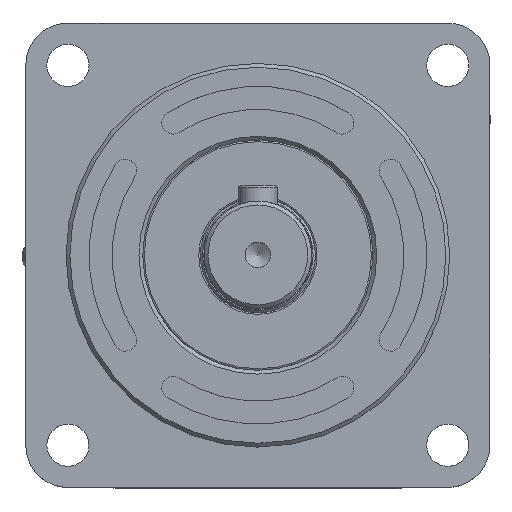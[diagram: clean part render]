
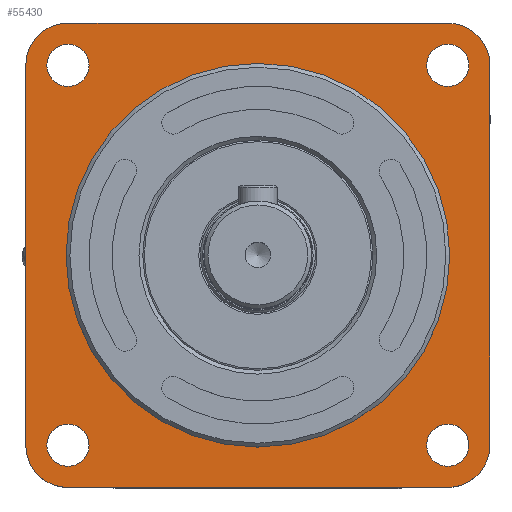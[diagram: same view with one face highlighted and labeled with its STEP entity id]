
A CAD part, top view. The second image highlights one B-rep face of the part: STEP entity #55430.
In plain terms, the highlighted planar face has unit normal (0, 0, 1).
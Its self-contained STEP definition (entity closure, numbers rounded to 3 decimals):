
#176 = DIRECTION ( 'NONE',  ( 0., 0., 1. ) ) ;
#288 = LINE ( 'NONE', #62777, #11229 ) ;
#570 = AXIS2_PLACEMENT_3D ( 'NONE', #57788, #26698, #47535 ) ;
#753 = CARTESIAN_POINT ( 'NONE',  ( 0., 0., 0. ) ) ;
#1758 = DIRECTION ( 'NONE',  ( 1., 0., 0. ) ) ;
#1761 = EDGE_CURVE ( 'NONE', #9696, #28933, #8535, .T. ) ;
#1973 = VECTOR ( 'NONE', #46935, 1000. ) ;
#2170 = CARTESIAN_POINT ( 'NONE',  ( 24.749, -24.749, 0. ) ) ;
#2199 = EDGE_CURVE ( 'NONE', #28933, #21986, #21539, .T. ) ;
#2908 = EDGE_CURVE ( 'NONE', #40923, #40923, #29255, .T. ) ;
#2996 = CARTESIAN_POINT ( 'NONE',  ( 24.749, 24.749, 0. ) ) ;
#3592 = VECTOR ( 'NONE', #32432, 1000. ) ;
#5700 = CARTESIAN_POINT ( 'NONE',  ( 30.25, -24.75, 0. ) ) ;
#6676 = DIRECTION ( 'NONE',  ( 0., 0., 1. ) ) ;
#7206 = DIRECTION ( 'NONE',  ( 0., 0., 1. ) ) ;
#7626 = DIRECTION ( 'NONE',  ( 1., 0., 0. ) ) ;
#8354 = ORIENTED_EDGE ( 'NONE', *, *, #62502, .F. ) ;
#8535 = LINE ( 'NONE', #19832, #35837 ) ;
#9144 = DIRECTION ( 'NONE',  ( 0., 0., 1. ) ) ;
#9696 = VERTEX_POINT ( 'NONE', #5700 ) ;
#9940 = CARTESIAN_POINT ( 'NONE',  ( -30.25, -24.75, 0. ) ) ;
#10815 = CIRCLE ( 'NONE', #21689, 2.75 ) ;
#10942 = CARTESIAN_POINT ( 'NONE',  ( 24.75, -30.25, 0. ) ) ;
#11229 = VECTOR ( 'NONE', #16017, 1000. ) ;
#11733 = ORIENTED_EDGE ( 'NONE', *, *, #2199, .T. ) ;
#11814 = CARTESIAN_POINT ( 'NONE',  ( -24.749, -24.749, 0. ) ) ;
#12420 = FACE_OUTER_BOUND ( 'NONE', #37013, .T. ) ;
#12669 = CIRCLE ( 'NONE', #50874, 2.75 ) ;
#13016 = DIRECTION ( 'NONE',  ( 0., 0., 1. ) ) ;
#13040 = AXIS2_PLACEMENT_3D ( 'NONE', #2996, #9144, #24185 ) ;
#13084 = ORIENTED_EDGE ( 'NONE', *, *, #55805, .T. ) ;
#13119 = EDGE_CURVE ( 'NONE', #20894, #30883, #19037, .T. ) ;
#13183 = CARTESIAN_POINT ( 'NONE',  ( 27.499, 24.749, 0. ) ) ;
#14110 = EDGE_LOOP ( 'NONE', ( #15369 ) ) ;
#14535 = VERTEX_POINT ( 'NONE', #13183 ) ;
#15369 = ORIENTED_EDGE ( 'NONE', *, *, #65601, .F. ) ;
#16017 = DIRECTION ( 'NONE',  ( 1., 0., 0. ) ) ;
#16919 = AXIS2_PLACEMENT_3D ( 'NONE', #59201, #29145, #43859 ) ;
#17556 = CARTESIAN_POINT ( 'NONE',  ( 25., 0., 0. ) ) ;
#18023 = EDGE_CURVE ( 'NONE', #52501, #52501, #10815, .T. ) ;
#18563 = FACE_BOUND ( 'NONE', #14110, .T. ) ;
#18883 = EDGE_LOOP ( 'NONE', ( #8354 ) ) ;
#18903 = DIRECTION ( 'NONE',  ( 0., 0., 1. ) ) ;
#19037 = CIRCLE ( 'NONE', #46302, 5.5 ) ;
#19308 = ORIENTED_EDGE ( 'NONE', *, *, #36528, .T. ) ;
#19690 = CARTESIAN_POINT ( 'NONE',  ( -24.75, 30.25, 0. ) ) ;
#19832 = CARTESIAN_POINT ( 'NONE',  ( 30.25, 30.25, 0. ) ) ;
#20894 = VERTEX_POINT ( 'NONE', #9940 ) ;
#21539 = CIRCLE ( 'NONE', #48950, 5.5 ) ;
#21689 = AXIS2_PLACEMENT_3D ( 'NONE', #11814, #6676, #27522 ) ;
#21986 = VERTEX_POINT ( 'NONE', #60259 ) ;
#22031 = DIRECTION ( 'NONE',  ( 1., 0., 0. ) ) ;
#23131 = EDGE_CURVE ( 'NONE', #40304, #20894, #25095, .T. ) ;
#23326 = FACE_BOUND ( 'NONE', #63666, .T. ) ;
#24185 = DIRECTION ( 'NONE',  ( 1., 0., 0. ) ) ;
#25095 = LINE ( 'NONE', #61285, #1973 ) ;
#25717 = ORIENTED_EDGE ( 'NONE', *, *, #33834, .F. ) ;
#25841 = ORIENTED_EDGE ( 'NONE', *, *, #23131, .T. ) ;
#26698 = DIRECTION ( 'NONE',  ( 0., 0., 1. ) ) ;
#27522 = DIRECTION ( 'NONE',  ( 1., 0., 0. ) ) ;
#28057 = DIRECTION ( 'NONE',  ( 1., 0., 0. ) ) ;
#28933 = VERTEX_POINT ( 'NONE', #29888 ) ;
#29145 = DIRECTION ( 'NONE',  ( 0., 0., 1. ) ) ;
#29255 = CIRCLE ( 'NONE', #45650, 2.75 ) ;
#29426 = CARTESIAN_POINT ( 'NONE',  ( -24.75, -30.25, 0. ) ) ;
#29484 = CIRCLE ( 'NONE', #64375, 5.5 ) ;
#29848 = EDGE_CURVE ( 'NONE', #30883, #54715, #288, .T. ) ;
#29888 = CARTESIAN_POINT ( 'NONE',  ( 30.25, 24.75, 0. ) ) ;
#30064 = DIRECTION ( 'NONE',  ( 0., 1., 0. ) ) ;
#30510 = AXIS2_PLACEMENT_3D ( 'NONE', #753, #7206, #28057 ) ;
#30816 = ORIENTED_EDGE ( 'NONE', *, *, #18023, .F. ) ;
#30883 = VERTEX_POINT ( 'NONE', #29426 ) ;
#32432 = DIRECTION ( 'NONE',  ( -1., 0., 0. ) ) ;
#32727 = CARTESIAN_POINT ( 'NONE',  ( -24.75, -24.75, 0. ) ) ;
#32956 = CARTESIAN_POINT ( 'NONE',  ( -24.75, 24.75, 0. ) ) ;
#33257 = PLANE ( 'NONE',  #16919 ) ;
#33834 = EDGE_CURVE ( 'NONE', #14535, #14535, #56680, .T. ) ;
#33930 = FACE_BOUND ( 'NONE', #49355, .T. ) ;
#34186 = CARTESIAN_POINT ( 'NONE',  ( -24.749, 24.749, 0. ) ) ;
#35837 = VECTOR ( 'NONE', #30064, 1000. ) ;
#36452 = DIRECTION ( 'NONE',  ( 1., 0., 0. ) ) ;
#36528 = EDGE_CURVE ( 'NONE', #52044, #40304, #29484, .T. ) ;
#36771 = CARTESIAN_POINT ( 'NONE',  ( -21.999, -24.749, 0. ) ) ;
#37013 = EDGE_LOOP ( 'NONE', ( #25841, #39755, #64135, #13084, #48644, #11733, #57528, #19308 ) ) ;
#37710 = VERTEX_POINT ( 'NONE', #17556 ) ;
#38112 = CIRCLE ( 'NONE', #30510, 25. ) ;
#39340 = EDGE_LOOP ( 'NONE', ( #30816 ) ) ;
#39402 = FACE_BOUND ( 'NONE', #39340, .T. ) ;
#39755 = ORIENTED_EDGE ( 'NONE', *, *, #13119, .T. ) ;
#40304 = VERTEX_POINT ( 'NONE', #48011 ) ;
#40595 = DIRECTION ( 'NONE',  ( 0., 0., 1. ) ) ;
#40923 = VERTEX_POINT ( 'NONE', #49804 ) ;
#43516 = FACE_BOUND ( 'NONE', #18883, .T. ) ;
#43859 = DIRECTION ( 'NONE',  ( 1., 0., 0. ) ) ;
#45650 = AXIS2_PLACEMENT_3D ( 'NONE', #2170, #18903, #7626 ) ;
#46302 = AXIS2_PLACEMENT_3D ( 'NONE', #32727, #53551, #52879 ) ;
#46935 = DIRECTION ( 'NONE',  ( 0., -1., 0. ) ) ;
#47535 = DIRECTION ( 'NONE',  ( 1., 0., 0. ) ) ;
#48011 = CARTESIAN_POINT ( 'NONE',  ( -30.25, 24.75, 0. ) ) ;
#48644 = ORIENTED_EDGE ( 'NONE', *, *, #1761, .T. ) ;
#48950 = AXIS2_PLACEMENT_3D ( 'NONE', #52167, #40595, #36452 ) ;
#49355 = EDGE_LOOP ( 'NONE', ( #25717 ) ) ;
#49804 = CARTESIAN_POINT ( 'NONE',  ( 27.499, -24.749, 0. ) ) ;
#50874 = AXIS2_PLACEMENT_3D ( 'NONE', #34186, #13016, #1758 ) ;
#51486 = EDGE_CURVE ( 'NONE', #21986, #52044, #58716, .T. ) ;
#52044 = VERTEX_POINT ( 'NONE', #19690 ) ;
#52167 = CARTESIAN_POINT ( 'NONE',  ( 24.75, 24.75, 0. ) ) ;
#52501 = VERTEX_POINT ( 'NONE', #36771 ) ;
#52879 = DIRECTION ( 'NONE',  ( 1., 0., 0. ) ) ;
#53551 = DIRECTION ( 'NONE',  ( 0., 0., 1. ) ) ;
#53744 = CARTESIAN_POINT ( 'NONE',  ( -21.999, 24.749, 0. ) ) ;
#54715 = VERTEX_POINT ( 'NONE', #10942 ) ;
#54891 = ORIENTED_EDGE ( 'NONE', *, *, #2908, .F. ) ;
#55430 = ADVANCED_FACE ( 'NONE', ( #18563, #39402, #23326, #33930, #43516, #12420 ), #33257, .T. ) ;
#55805 = EDGE_CURVE ( 'NONE', #54715, #9696, #57273, .T. ) ;
#56680 = CIRCLE ( 'NONE', #13040, 2.75 ) ;
#57273 = CIRCLE ( 'NONE', #570, 5.5 ) ;
#57528 = ORIENTED_EDGE ( 'NONE', *, *, #51486, .T. ) ;
#57788 = CARTESIAN_POINT ( 'NONE',  ( 24.75, -24.75, 0. ) ) ;
#58716 = LINE ( 'NONE', #64513, #3592 ) ;
#58871 = VERTEX_POINT ( 'NONE', #53744 ) ;
#59201 = CARTESIAN_POINT ( 'NONE',  ( 0., 0., 0. ) ) ;
#60259 = CARTESIAN_POINT ( 'NONE',  ( 24.75, 30.25, 0. ) ) ;
#61285 = CARTESIAN_POINT ( 'NONE',  ( -30.25, 30.25, 0. ) ) ;
#62502 = EDGE_CURVE ( 'NONE', #37710, #37710, #38112, .T. ) ;
#62777 = CARTESIAN_POINT ( 'NONE',  ( -30.25, -30.25, 0. ) ) ;
#63666 = EDGE_LOOP ( 'NONE', ( #54891 ) ) ;
#64135 = ORIENTED_EDGE ( 'NONE', *, *, #29848, .T. ) ;
#64375 = AXIS2_PLACEMENT_3D ( 'NONE', #32956, #176, #22031 ) ;
#64513 = CARTESIAN_POINT ( 'NONE',  ( -30.25, 30.25, 0. ) ) ;
#65601 = EDGE_CURVE ( 'NONE', #58871, #58871, #12669, .T. ) ;
